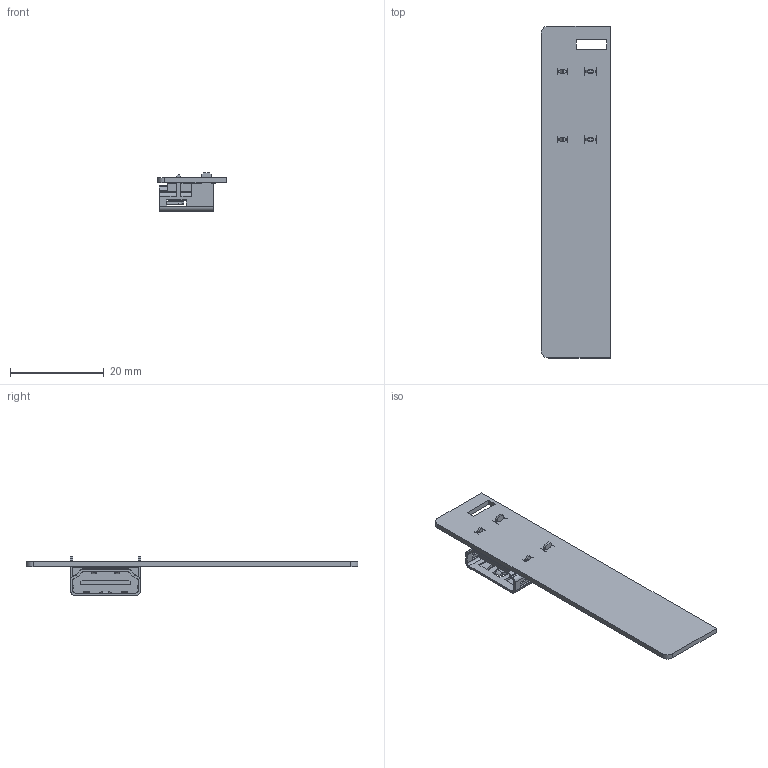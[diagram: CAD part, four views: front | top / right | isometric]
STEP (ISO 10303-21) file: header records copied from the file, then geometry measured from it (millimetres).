
FILE_DESCRIPTION(('Open CASCADE Model'),'2;1');
FILE_NAME('Open CASCADE Shape Model','2022-08-07T20:33:57',('Author'),( 'Open CASCADE'),'Open CASCADE STEP processor 6.8','Open CASCADE 6.8' ,'Unknown');
FILE_SCHEMA(('AUTOMOTIVE_DESIGN { 1 0 10303 214 1 1 1 1 }'));
Length unit declared in the file: millimetre
Products named in the file (6): PCB; Board; Open CASCADE STEP translator 6.8 1.1.1; Open CASCADE STEP translator 6.8 1.1.1.1; HDMI?; 1
Assembly tree (5 placements, depth 4):
  PCB
    Board
      Open CASCADE STEP translator 6.8 1.1.1
        Open CASCADE STEP translator 6.8 1.1.1.1
    HDMI?
      1
Bounding box: 14.78 x 71 x 8.28 mm (x, y, z)
Volume: 1123.3 mm3; surface area: 3493.1 mm2
Topology: 1 solids, 114 shells, 562 faces, 1947 edges, 1474 vertices
Faces by surface type: plane 405, bspline 131, cylinder 26
Entity records: 21840 total; most frequent: CARTESIAN_POINT 8622, ORIENTED_EDGE 3120, EDGE_CURVE 1947, B_SPLINE_CURVE_WITH_KNOTS 1583, VERTEX_POINT 1474, DIRECTION 1047, FACE_BOUND 629, EDGE_LOOP 629
